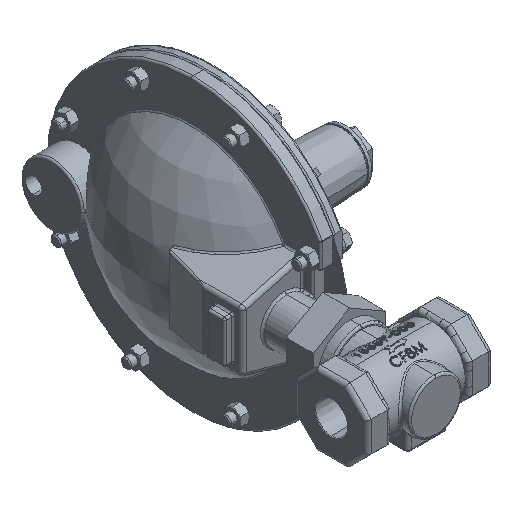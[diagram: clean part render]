
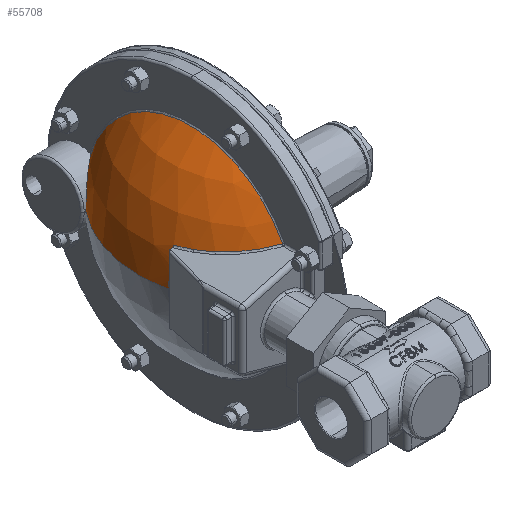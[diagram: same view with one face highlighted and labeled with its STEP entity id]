
A CAD part, isometric view. The second image highlights one B-rep face of the part: STEP entity #55708.
In plain terms, the highlighted spherical face has radius 101.6 mm.
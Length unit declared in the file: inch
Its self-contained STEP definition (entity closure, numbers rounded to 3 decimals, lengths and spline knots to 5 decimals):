
#352 = ORIENTED_EDGE ( 'NONE', *, *, #42942, .T. ) ;
#990 = CARTESIAN_POINT ( 'NONE',  ( 1.43149, 11.45608, 3.71161 ) ) ;
#1172 = CARTESIAN_POINT ( 'NONE',  ( 1.10816, 11.18539, 3.24199 ) ) ;
#1736 = AXIS2_PLACEMENT_3D ( 'NONE', #14485, #45839, #18978 ) ;
#3279 = DIRECTION ( 'NONE',  ( 0., 1., 0. ) ) ;
#3517 = CARTESIAN_POINT ( 'NONE',  ( 1.7842, 8.633, 3.02217 ) ) ;
#5244 = SPHERICAL_SURFACE ( 'NONE', #52179, 4. ) ;
#5498 = CARTESIAN_POINT ( 'NONE',  ( 1.34011, 11.38274, 3.63504 ) ) ;
#5688 = CARTESIAN_POINT ( 'NONE',  ( 1.09067, 11.16989, 3.1616 ) ) ;
#6161 = CARTESIAN_POINT ( 'NONE',  ( 0.27053, 7.788, 3.02217 ) ) ;
#8075 = DIRECTION ( 'NONE',  ( 0., 0., -1. ) ) ;
#8120 = CARTESIAN_POINT ( 'NONE',  ( 0.18026, 8.633, 3.02217 ) ) ;
#9300 = EDGE_CURVE ( 'NONE', #58270, #28481, #18492, .T. ) ;
#9510 = B_SPLINE_CURVE_WITH_KNOTS ( 'NONE', 3,
 ( #45754, #14402, #50279, #23423, #54804, #27952, #990, #32466, #5498, #36967, #10038, #41465, #14595, #45957, #19091, #50466, #23613, #55004, #28135, #1172, #32667, #5688, #37161, #10230, #41662, #14791, #46148, #19285 ),
 .UNSPECIFIED., .F., .F.,
 ( 4, 2, 2, 2, 2, 2, 2, 2, 2, 2, 2, 2, 2, 4 ),
 ( 0., 0.00847, 0.01059, 0.01271, 0.01694, 0.01906, 0.02118, 0.02541, 0.02647, 0.02753, 0.02965, 0.03176, 0.03282, 0.03388 ),
 .UNSPECIFIED. ) ;
#10038 = CARTESIAN_POINT ( 'NONE',  ( 1.27464, 11.32853, 3.56286 ) ) ;
#10230 = CARTESIAN_POINT ( 'NONE',  ( 1.08237, 11.1625, 3.09246 ) ) ;
#13430 = CARTESIAN_POINT ( 'NONE',  ( 4.18026, 7.788, 3.02217 ) ) ;
#13579 = VERTEX_POINT ( 'NONE', #51301 ) ;
#14402 = CARTESIAN_POINT ( 'NONE',  ( 1.69476, 11.65534, 3.85905 ) ) ;
#14485 = CARTESIAN_POINT ( 'NONE',  ( 3.65488, 8.633, 4.98291 ) ) ;
#14595 = CARTESIAN_POINT ( 'NONE',  ( 1.22926, 11.2903, 3.50298 ) ) ;
#14791 = CARTESIAN_POINT ( 'NONE',  ( 1.07991, 11.16031, 3.05021 ) ) ;
#16483 = ORIENTED_EDGE ( 'NONE', *, *, #49229, .T. ) ;
#17521 = AXIS2_PLACEMENT_3D ( 'NONE', #18024, #49373, #22498 ) ;
#17977 = DIRECTION ( 'NONE',  ( 0., 0., -1. ) ) ;
#18024 = CARTESIAN_POINT ( 'NONE',  ( 4.18026, 7.788, 3.02217 ) ) ;
#18048 = DIRECTION ( 'NONE',  ( 0., 0., -1. ) ) ;
#18143 = CIRCLE ( 'NONE', #1736, 3.44666 ) ;
#18492 = CIRCLE ( 'NONE', #34819, 4. ) ;
#18576 = AXIS2_PLACEMENT_3D ( 'NONE', #3517, #35018, #8075 ) ;
#18978 = DIRECTION ( 'NONE',  ( 0.966, 0., 0.259 ) ) ;
#19091 = CARTESIAN_POINT ( 'NONE',  ( 1.16354, 11.23393, 3.39327 ) ) ;
#19285 = CARTESIAN_POINT ( 'NONE',  ( 1.07957, 11.16, 3.02217 ) ) ;
#21592 = DIRECTION ( 'NONE',  ( 1., 0., 0. ) ) ;
#21920 = VERTEX_POINT ( 'NONE', #22050 ) ;
#22050 = CARTESIAN_POINT ( 'NONE',  ( 1.7842, 5.7819, 4.48167 ) ) ;
#22498 = DIRECTION ( 'NONE',  ( 0., 0., -1. ) ) ;
#23423 = CARTESIAN_POINT ( 'NONE',  ( 1.50932, 11.51674, 3.76441 ) ) ;
#23613 = CARTESIAN_POINT ( 'NONE',  ( 1.13344, 11.20763, 3.31949 ) ) ;
#24087 = EDGE_CURVE ( 'NONE', #54475, #28481, #52633, .T. ) ;
#25237 = ORIENTED_EDGE ( 'NONE', *, *, #9300, .T. ) ;
#25298 = DIRECTION ( 'NONE',  ( 0., 0., 1. ) ) ;
#25679 = CARTESIAN_POINT ( 'NONE',  ( 4.18026, 8.633, 3.02217 ) ) ;
#27306 = VERTEX_POINT ( 'NONE', #35872 ) ;
#27874 = ORIENTED_EDGE ( 'NONE', *, *, #34229, .F. ) ;
#27952 = CARTESIAN_POINT ( 'NONE',  ( 1.45067, 11.47119, 3.72561 ) ) ;
#28035 = AXIS2_PLACEMENT_3D ( 'NONE', #57170, #30274, #3279 ) ;
#28135 = CARTESIAN_POINT ( 'NONE',  ( 1.12005, 11.19587, 3.28111 ) ) ;
#28276 = EDGE_LOOP ( 'NONE', ( #58226, #54209, #27874, #16483, #352, #52258, #25237 ) ) ;
#28415 = AXIS2_PLACEMENT_3D ( 'NONE', #13430, #44801, #17977 ) ;
#28481 = VERTEX_POINT ( 'NONE', #8120 ) ;
#30274 = DIRECTION ( 'NONE',  ( 0., 0., -1. ) ) ;
#32466 = CARTESIAN_POINT ( 'NONE',  ( 1.37542, 11.41145, 3.66737 ) ) ;
#32667 = CARTESIAN_POINT ( 'NONE',  ( 1.10148, 11.17948, 3.21548 ) ) ;
#33610 = EDGE_CURVE ( 'NONE', #13579, #54475, #51724, .T. ) ;
#34229 = EDGE_CURVE ( 'NONE', #51645, #13579, #40479, .T. ) ;
#34819 = AXIS2_PLACEMENT_3D ( 'NONE', #25679, #25298, #21592 ) ;
#35018 = DIRECTION ( 'NONE',  ( -1., 0., 0. ) ) ;
#35872 = CARTESIAN_POINT ( 'NONE',  ( 1.7842, 11.71697, 3.88706 ) ) ;
#35970 = CIRCLE ( 'NONE', #18576, 3.20295 ) ;
#36967 = CARTESIAN_POINT ( 'NONE',  ( 1.29058, 11.34181, 3.58153 ) ) ;
#37161 = CARTESIAN_POINT ( 'NONE',  ( 1.08655, 11.16622, 3.13422 ) ) ;
#40479 = CIRCLE ( 'NONE', #28415, 3.90973 ) ;
#41465 = CARTESIAN_POINT ( 'NONE',  ( 1.24401, 11.30279, 3.52363 ) ) ;
#41662 = CARTESIAN_POINT ( 'NONE',  ( 1.08132, 11.16156, 3.07838 ) ) ;
#42942 = EDGE_CURVE ( 'NONE', #21920, #27306, #35970, .T. ) ;
#44801 = DIRECTION ( 'NONE',  ( 0., -1., 0. ) ) ;
#44871 = CARTESIAN_POINT ( 'NONE',  ( 4.18026, 8.633, 3.02217 ) ) ;
#45303 = FACE_OUTER_BOUND ( 'NONE', #28276, .T. ) ;
#45754 = CARTESIAN_POINT ( 'NONE',  ( 1.7842, 11.71697, 3.88706 ) ) ;
#45839 = DIRECTION ( 'NONE',  ( -0.259, 0., 0.966 ) ) ;
#45957 = CARTESIAN_POINT ( 'NONE',  ( 1.18773, 11.25489, 3.4389 ) ) ;
#46148 = CARTESIAN_POINT ( 'NONE',  ( 1.07957, 11.16, 3.03617 ) ) ;
#49229 = EDGE_CURVE ( 'NONE', #51645, #21920, #18143, .T. ) ;
#49373 = DIRECTION ( 'NONE',  ( 0., -1., 0. ) ) ;
#49402 = DIRECTION ( 'NONE',  ( 0., 1., 0. ) ) ;
#50279 = CARTESIAN_POINT ( 'NONE',  ( 1.60967, 11.59325, 3.82305 ) ) ;
#50466 = CARTESIAN_POINT ( 'NONE',  ( 1.13825, 11.21184, 3.33196 ) ) ;
#51301 = CARTESIAN_POINT ( 'NONE',  ( 0.31647, 7.788, 3.61976 ) ) ;
#51645 = VERTEX_POINT ( 'NONE', #54350 ) ;
#51724 = CIRCLE ( 'NONE', #17521, 3.90973 ) ;
#52179 = AXIS2_PLACEMENT_3D ( 'NONE', #44871, #18048, #49402 ) ;
#52258 = ORIENTED_EDGE ( 'NONE', *, *, #56158, .T. ) ;
#52633 = CIRCLE ( 'NONE', #28035, 4. ) ;
#54209 = ORIENTED_EDGE ( 'NONE', *, *, #33610, .F. ) ;
#54350 = CARTESIAN_POINT ( 'NONE',  ( 0.42726, 7.788, 4.11808 ) ) ;
#54475 = VERTEX_POINT ( 'NONE', #6161 ) ;
#54804 = CARTESIAN_POINT ( 'NONE',  ( 1.48956, 11.5015, 3.75199 ) ) ;
#55004 = CARTESIAN_POINT ( 'NONE',  ( 1.12435, 11.19965, 3.29408 ) ) ;
#55708 = ADVANCED_FACE ( 'NONE', ( #45303 ), #5244, .T. ) ;
#55742 = CARTESIAN_POINT ( 'NONE',  ( 1.07957, 11.16, 3.02217 ) ) ;
#56158 = EDGE_CURVE ( 'NONE', #27306, #58270, #9510, .T. ) ;
#57170 = CARTESIAN_POINT ( 'NONE',  ( 4.18026, 8.633, 3.02217 ) ) ;
#58226 = ORIENTED_EDGE ( 'NONE', *, *, #24087, .F. ) ;
#58270 = VERTEX_POINT ( 'NONE', #55742 ) ;
